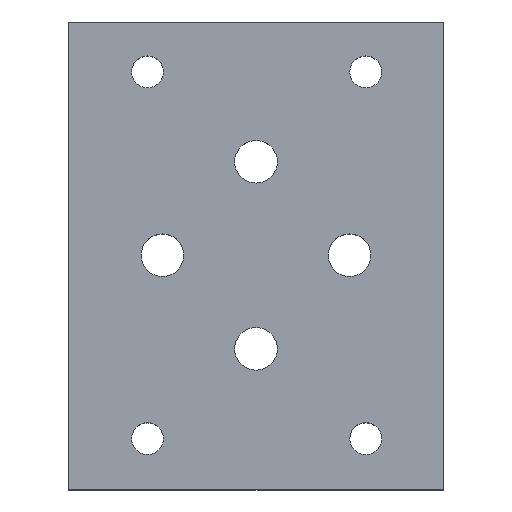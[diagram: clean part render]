
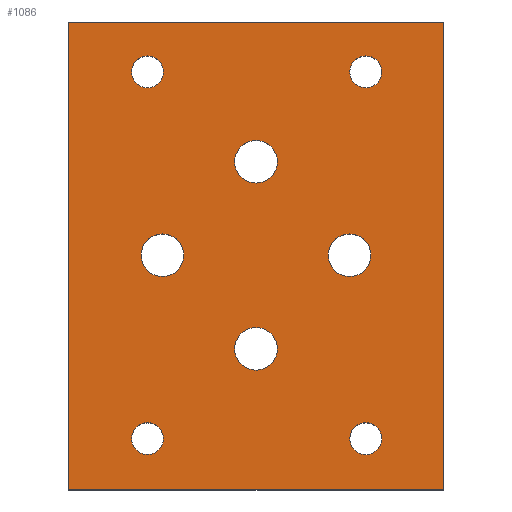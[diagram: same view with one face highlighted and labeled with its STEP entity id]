
A CAD part, top view. The second image highlights one B-rep face of the part: STEP entity #1086.
In plain terms, the highlighted planar face has unit normal (0, 0, 1).
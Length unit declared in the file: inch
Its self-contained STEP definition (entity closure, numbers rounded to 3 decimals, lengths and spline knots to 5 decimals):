
#120=CARTESIAN_POINT('',(0.921,1.88,0.75));
#121=VERTEX_POINT('',#120);
#137=CARTESIAN_POINT('',(0.579,1.88,0.75));
#138=VERTEX_POINT('',#137);
#145=CARTESIAN_POINT('',(0.75,1.88,0.75));
#146=DIRECTION('',(0.0,0.0,-1.0));
#147=DIRECTION('',(1.0,0.0,0.0));
#148=AXIS2_PLACEMENT_3D('',#145,#146,#147);
#149=CIRCLE('',#148,0.171);
#150=EDGE_CURVE('',#121,#138,#149,.T.);
#204=CARTESIAN_POINT('',(1.671,2.63,0.75));
#205=VERTEX_POINT('',#204);
#221=CARTESIAN_POINT('',(1.329,2.63,0.75));
#222=VERTEX_POINT('',#221);
#229=CARTESIAN_POINT('',(1.5,2.63,0.75));
#230=DIRECTION('',(0.0,0.0,-1.0));
#231=DIRECTION('',(1.0,0.0,0.0));
#232=AXIS2_PLACEMENT_3D('',#229,#230,#231);
#233=CIRCLE('',#232,0.171);
#234=EDGE_CURVE('',#205,#222,#233,.T.);
#246=CARTESIAN_POINT('',(2.508,0.41,0.75));
#247=VERTEX_POINT('',#246);
#263=CARTESIAN_POINT('',(2.252,0.41,0.75));
#264=VERTEX_POINT('',#263);
#271=CARTESIAN_POINT('',(2.38,0.41,0.75));
#272=DIRECTION('',(0.0,0.0,-1.0));
#273=DIRECTION('',(1.0,0.0,0.0));
#274=AXIS2_PLACEMENT_3D('',#271,#272,#273);
#275=CIRCLE('',#274,0.128);
#276=EDGE_CURVE('',#247,#264,#275,.T.);
#288=CARTESIAN_POINT('',(2.508,3.35,0.75));
#289=VERTEX_POINT('',#288);
#305=CARTESIAN_POINT('',(2.252,3.35,0.75));
#306=VERTEX_POINT('',#305);
#313=CARTESIAN_POINT('',(2.38,3.35,0.75));
#314=DIRECTION('',(0.0,0.0,-1.0));
#315=DIRECTION('',(1.0,0.0,0.0));
#316=AXIS2_PLACEMENT_3D('',#313,#314,#315);
#317=CIRCLE('',#316,0.128);
#318=EDGE_CURVE('',#289,#306,#317,.T.);
#372=CARTESIAN_POINT('',(1.671,1.13,0.75));
#373=VERTEX_POINT('',#372);
#389=CARTESIAN_POINT('',(1.329,1.13,0.75));
#390=VERTEX_POINT('',#389);
#397=CARTESIAN_POINT('',(1.5,1.13,0.75));
#398=DIRECTION('',(0.0,0.0,-1.0));
#399=DIRECTION('',(1.0,0.0,0.0));
#400=AXIS2_PLACEMENT_3D('',#397,#398,#399);
#401=CIRCLE('',#400,0.171);
#402=EDGE_CURVE('',#373,#390,#401,.T.);
#414=CARTESIAN_POINT('',(0.758,3.35,0.75));
#415=VERTEX_POINT('',#414);
#431=CARTESIAN_POINT('',(0.502,3.35,0.75));
#432=VERTEX_POINT('',#431);
#439=CARTESIAN_POINT('',(0.63,3.35,0.75));
#440=DIRECTION('',(0.0,0.0,-1.0));
#441=DIRECTION('',(1.0,0.0,0.0));
#442=AXIS2_PLACEMENT_3D('',#439,#440,#441);
#443=CIRCLE('',#442,0.128);
#444=EDGE_CURVE('',#415,#432,#443,.T.);
#456=CARTESIAN_POINT('',(0.758,0.41,0.75));
#457=VERTEX_POINT('',#456);
#473=CARTESIAN_POINT('',(0.502,0.41,0.75));
#474=VERTEX_POINT('',#473);
#481=CARTESIAN_POINT('',(0.63,0.41,0.75));
#482=DIRECTION('',(0.0,0.0,-1.0));
#483=DIRECTION('',(1.0,0.0,0.0));
#484=AXIS2_PLACEMENT_3D('',#481,#482,#483);
#485=CIRCLE('',#484,0.128);
#486=EDGE_CURVE('',#457,#474,#485,.T.);
#540=CARTESIAN_POINT('',(2.421,1.88,0.75));
#541=VERTEX_POINT('',#540);
#557=CARTESIAN_POINT('',(2.079,1.88,0.75));
#558=VERTEX_POINT('',#557);
#565=CARTESIAN_POINT('',(2.25,1.88,0.75));
#566=DIRECTION('',(0.0,0.0,-1.0));
#567=DIRECTION('',(1.0,0.0,0.0));
#568=AXIS2_PLACEMENT_3D('',#565,#566,#567);
#569=CIRCLE('',#568,0.171);
#570=EDGE_CURVE('',#541,#558,#569,.T.);
#581=CARTESIAN_POINT('',(2.25,1.88,0.75));
#582=DIRECTION('',(0.0,0.0,-1.0));
#583=DIRECTION('',(1.0,0.0,0.0));
#584=AXIS2_PLACEMENT_3D('',#581,#582,#583);
#585=CIRCLE('',#584,0.171);
#586=EDGE_CURVE('',#558,#541,#585,.T.);
#643=CARTESIAN_POINT('',(0.63,0.41,0.75));
#644=DIRECTION('',(0.0,0.0,-1.0));
#645=DIRECTION('',(1.0,0.0,0.0));
#646=AXIS2_PLACEMENT_3D('',#643,#644,#645);
#647=CIRCLE('',#646,0.128);
#648=EDGE_CURVE('',#474,#457,#647,.T.);
#667=CARTESIAN_POINT('',(0.63,3.35,0.75));
#668=DIRECTION('',(0.0,0.0,-1.0));
#669=DIRECTION('',(1.0,0.0,0.0));
#670=AXIS2_PLACEMENT_3D('',#667,#668,#669);
#671=CIRCLE('',#670,0.128);
#672=EDGE_CURVE('',#432,#415,#671,.T.);
#691=CARTESIAN_POINT('',(1.5,1.13,0.75));
#692=DIRECTION('',(0.0,0.0,-1.0));
#693=DIRECTION('',(1.0,0.0,0.0));
#694=AXIS2_PLACEMENT_3D('',#691,#692,#693);
#695=CIRCLE('',#694,0.171);
#696=EDGE_CURVE('',#390,#373,#695,.T.);
#753=CARTESIAN_POINT('',(2.38,3.35,0.75));
#754=DIRECTION('',(0.0,0.0,-1.0));
#755=DIRECTION('',(1.0,0.0,0.0));
#756=AXIS2_PLACEMENT_3D('',#753,#754,#755);
#757=CIRCLE('',#756,0.128);
#758=EDGE_CURVE('',#306,#289,#757,.T.);
#777=CARTESIAN_POINT('',(2.38,0.41,0.75));
#778=DIRECTION('',(0.0,0.0,-1.0));
#779=DIRECTION('',(1.0,0.0,0.0));
#780=AXIS2_PLACEMENT_3D('',#777,#778,#779);
#781=CIRCLE('',#780,0.128);
#782=EDGE_CURVE('',#264,#247,#781,.T.);
#801=CARTESIAN_POINT('',(1.5,2.63,0.75));
#802=DIRECTION('',(0.0,0.0,-1.0));
#803=DIRECTION('',(1.0,0.0,0.0));
#804=AXIS2_PLACEMENT_3D('',#801,#802,#803);
#805=CIRCLE('',#804,0.171);
#806=EDGE_CURVE('',#222,#205,#805,.T.);
#863=CARTESIAN_POINT('',(0.75,1.88,0.75));
#864=DIRECTION('',(0.0,0.0,-1.0));
#865=DIRECTION('',(1.0,0.0,0.0));
#866=AXIS2_PLACEMENT_3D('',#863,#864,#865);
#867=CIRCLE('',#866,0.171);
#868=EDGE_CURVE('',#138,#121,#867,.T.);
#924=CARTESIAN_POINT('',(0.0,0.0,0.75));
#925=VERTEX_POINT('',#924);
#926=CARTESIAN_POINT('',(0.0,3.75,0.75));
#927=VERTEX_POINT('',#926);
#928=CARTESIAN_POINT('',(0.0,0.0,0.75));
#929=DIRECTION('',(0.0,1.0,0.0));
#930=VECTOR('',#929,3.75);
#931=LINE('',#928,#930);
#932=EDGE_CURVE('',#925,#927,#931,.T.);
#964=CARTESIAN_POINT('',(3.0,3.75,0.75));
#965=VERTEX_POINT('',#964);
#966=CARTESIAN_POINT('',(0.0,3.75,0.75));
#967=DIRECTION('',(1.0,0.0,0.0));
#968=VECTOR('',#967,3.0);
#969=LINE('',#966,#968);
#970=EDGE_CURVE('',#927,#965,#969,.T.);
#995=CARTESIAN_POINT('',(3.0,0.0,0.75));
#996=VERTEX_POINT('',#995);
#997=CARTESIAN_POINT('',(3.0,3.75,0.75));
#998=DIRECTION('',(0.0,-1.0,0.0));
#999=VECTOR('',#998,3.75);
#1000=LINE('',#997,#999);
#1001=EDGE_CURVE('',#965,#996,#1000,.T.);
#1026=CARTESIAN_POINT('',(3.0,0.0,0.75));
#1027=DIRECTION('',(-1.0,0.0,0.0));
#1028=VECTOR('',#1027,3.0);
#1029=LINE('',#1026,#1028);
#1030=EDGE_CURVE('',#996,#925,#1029,.T.);
#1043=CARTESIAN_POINT('',(1.5,1.875,0.75));
#1044=DIRECTION('',(0.0,0.0,1.0));
#1045=DIRECTION('',(1.0,0.0,0.0));
#1046=AXIS2_PLACEMENT_3D('',#1043,#1044,#1045);
#1047=PLANE('',#1046);
#1048=ORIENTED_EDGE('',*,*,#932,.F.);
#1049=ORIENTED_EDGE('',*,*,#1030,.F.);
#1050=ORIENTED_EDGE('',*,*,#1001,.F.);
#1051=ORIENTED_EDGE('',*,*,#970,.F.);
#1052=EDGE_LOOP('',(#1048,#1049,#1050,#1051));
#1053=FACE_OUTER_BOUND('',#1052,.T.);
#1054=ORIENTED_EDGE('',*,*,#570,.T.);
#1055=ORIENTED_EDGE('',*,*,#586,.T.);
#1056=EDGE_LOOP('',(#1054,#1055));
#1057=FACE_BOUND('',#1056,.T.);
#1058=ORIENTED_EDGE('',*,*,#486,.T.);
#1059=ORIENTED_EDGE('',*,*,#648,.T.);
#1060=EDGE_LOOP('',(#1058,#1059));
#1061=FACE_BOUND('',#1060,.T.);
#1062=ORIENTED_EDGE('',*,*,#444,.T.);
#1063=ORIENTED_EDGE('',*,*,#672,.T.);
#1064=EDGE_LOOP('',(#1062,#1063));
#1065=FACE_BOUND('',#1064,.T.);
#1066=ORIENTED_EDGE('',*,*,#402,.T.);
#1067=ORIENTED_EDGE('',*,*,#696,.T.);
#1068=EDGE_LOOP('',(#1066,#1067));
#1069=FACE_BOUND('',#1068,.T.);
#1070=ORIENTED_EDGE('',*,*,#318,.T.);
#1071=ORIENTED_EDGE('',*,*,#758,.T.);
#1072=EDGE_LOOP('',(#1070,#1071));
#1073=FACE_BOUND('',#1072,.T.);
#1074=ORIENTED_EDGE('',*,*,#276,.T.);
#1075=ORIENTED_EDGE('',*,*,#782,.T.);
#1076=EDGE_LOOP('',(#1074,#1075));
#1077=FACE_BOUND('',#1076,.T.);
#1078=ORIENTED_EDGE('',*,*,#234,.T.);
#1079=ORIENTED_EDGE('',*,*,#806,.T.);
#1080=EDGE_LOOP('',(#1078,#1079));
#1081=FACE_BOUND('',#1080,.T.);
#1082=ORIENTED_EDGE('',*,*,#150,.T.);
#1083=ORIENTED_EDGE('',*,*,#868,.T.);
#1084=EDGE_LOOP('',(#1082,#1083));
#1085=FACE_BOUND('',#1084,.T.);
#1086=ADVANCED_FACE('',(#1053,#1057,#1061,#1065,#1069,#1073,#1077,#1081,#1085),#1047,.T.);
